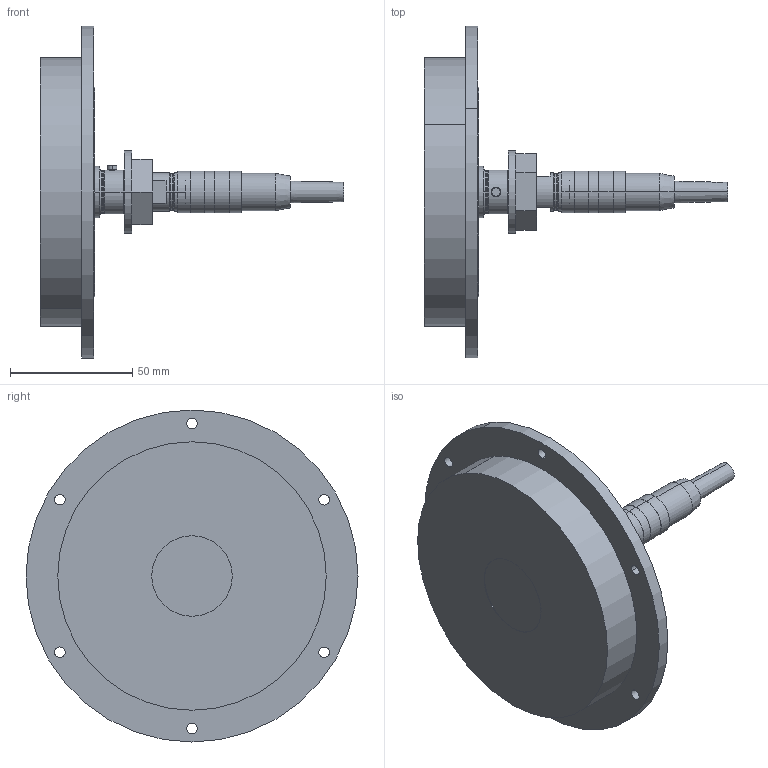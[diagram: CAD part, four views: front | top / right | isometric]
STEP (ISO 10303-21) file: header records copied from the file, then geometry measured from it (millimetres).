
FILE_DESCRIPTION((''),'2;1');
FILE_NAME('50177.stp','2007-09-21T10:30:59',(''),(''),'Mechanical Desktop 2007','Mechanical Desktop 2007',', , ');
FILE_SCHEMA(('CONFIG_CONTROL_DESIGN'));
Length unit declared in the file: millimetre
Products named in the file (21): R50177; R4984204; R47423; TEIL1; R47419; TEIL1A; R47421; TEIL1AA; U-SCHEIBE_34_19X3; U-SCHEIBE_19_34X3; 6KT-MUTTER_M18X1_5; 6KT-MUTTER_M18X1_5A; SENKSCHRAUBE_I-6KT_M3X8_ROSTFA; SENKSCHRAUBE_I-6KT_M3X8_ROSTF; R48764A; R48764; KABELDOSE_MINI_5_POL; TEIL1AAA; RILLENKUGELLAGER_16013A; RILLENKUGELLAGER_16013; RM_SDB
Assembly tree (24 placements, depth 3):
  R50177
    R4984204
    R47423
      TEIL1
    R47419
      TEIL1A
    R47421
      TEIL1AA
    U-SCHEIBE_34_19X3
      U-SCHEIBE_19_34X3
    6KT-MUTTER_M18X1_5
      6KT-MUTTER_M18X1_5A
    SENKSCHRAUBE_I-6KT_M3X8_ROSTFA  x3
      SENKSCHRAUBE_I-6KT_M3X8_ROSTF
    R48764A
      R48764
    KABELDOSE_MINI_5_POL
      TEIL1AAA
    RILLENKUGELLAGER_16013A
      RILLENKUGELLAGER_16013
    RM_SDB  x3
Bounding box: 124.5 x 136 x 136 mm (x, y, z)
Volume: 236943.2 mm3; surface area: 106049.1 mm2
Topology: 12 solids, 12 shells, 303 faces, 700 edges, 444 vertices
Faces by surface type: cylinder 136, plane 85, cone 58, bspline 14, torus 10
Entity records: 8892 total; most frequent: CARTESIAN_POINT 2029, DIRECTION 1551, ORIENTED_EDGE 1234, AXIS2_PLACEMENT_3D 659, EDGE_CURVE 617, VERTEX_POINT 398, CIRCLE 379, EDGE_LOOP 337
